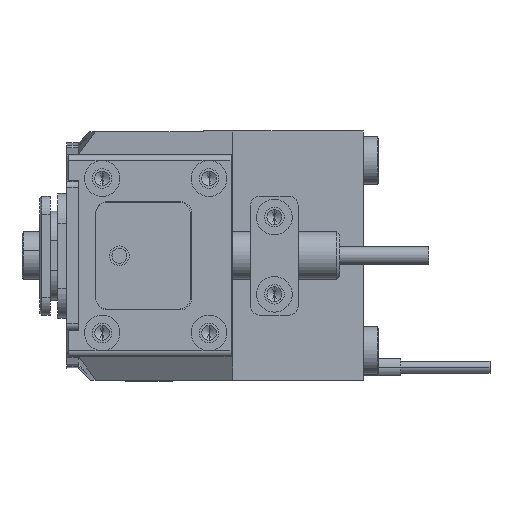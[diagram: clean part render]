
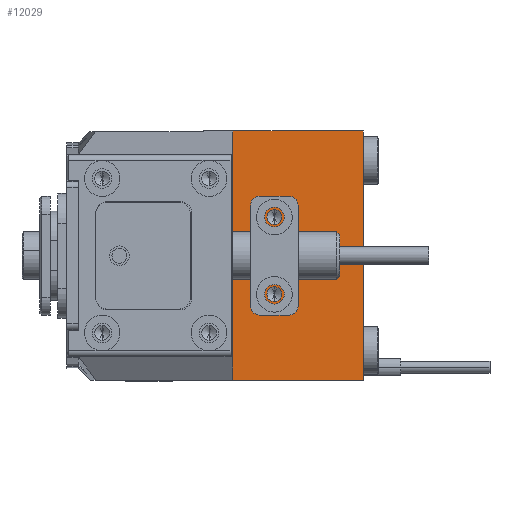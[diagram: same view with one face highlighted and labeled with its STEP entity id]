
A CAD part, left-side view. The second image highlights one B-rep face of the part: STEP entity #12029.
In plain terms, the highlighted planar face has unit normal (-1, 0, 0).
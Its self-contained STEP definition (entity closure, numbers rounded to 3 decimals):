
#143 = DIRECTION ( 'NONE',  ( 0., -1., 0. ) ) ;
#781 = AXIS2_PLACEMENT_3D ( 'NONE', #3161, #14042, #28682 ) ;
#1519 = CARTESIAN_POINT ( 'NONE',  ( -31.5, 15., 6.5 ) ) ;
#1601 = VERTEX_POINT ( 'NONE', #13473 ) ;
#1905 = EDGE_LOOP ( 'NONE', ( #39941, #14286 ) ) ;
#2287 = VERTEX_POINT ( 'NONE', #11324 ) ;
#3161 = CARTESIAN_POINT ( 'NONE',  ( -31.5, 15., -6.5 ) ) ;
#3165 = EDGE_CURVE ( 'NONE', #9858, #1601, #35772, .T. ) ;
#3566 = LINE ( 'NONE', #37521, #41941 ) ;
#3637 = VERTEX_POINT ( 'NONE', #27462 ) ;
#3943 = ORIENTED_EDGE ( 'NONE', *, *, #18561, .F. ) ;
#4534 = CIRCLE ( 'NONE', #31976, 1.25 ) ;
#4927 = DIRECTION ( 'NONE',  ( 0., 0., 1. ) ) ;
#5901 = AXIS2_PLACEMENT_3D ( 'NONE', #43310, #21148, #46893 ) ;
#6194 = LINE ( 'NONE', #17301, #32356 ) ;
#6503 = VECTOR ( 'NONE', #4927, 1000. ) ;
#7295 = EDGE_CURVE ( 'NONE', #47523, #2287, #3566, .T. ) ;
#8881 = VERTEX_POINT ( 'NONE', #19471 ) ;
#9049 = FACE_BOUND ( 'NONE', #1905, .T. ) ;
#9516 = EDGE_CURVE ( 'NONE', #45108, #3637, #41752, .T. ) ;
#9858 = VERTEX_POINT ( 'NONE', #23459 ) ;
#11324 = CARTESIAN_POINT ( 'NONE',  ( -31.5, 0., -21. ) ) ;
#11371 = FACE_BOUND ( 'NONE', #35218, .T. ) ;
#11875 = AXIS2_PLACEMENT_3D ( 'NONE', #42241, #15575, #30872 ) ;
#12029 = ADVANCED_FACE ( 'NONE', ( #9049, #11371, #23571 ), #14633, .F. ) ;
#13473 = CARTESIAN_POINT ( 'NONE',  ( -31.5, 15., 7.75 ) ) ;
#14042 = DIRECTION ( 'NONE',  ( -1., 0., 0. ) ) ;
#14286 = ORIENTED_EDGE ( 'NONE', *, *, #9516, .F. ) ;
#14633 = PLANE ( 'NONE',  #36031 ) ;
#15575 = DIRECTION ( 'NONE',  ( -1., 0., 0. ) ) ;
#15942 = EDGE_LOOP ( 'NONE', ( #45624, #23033, #3943, #43814 ) ) ;
#17301 = CARTESIAN_POINT ( 'NONE',  ( -31.5, 22., 21. ) ) ;
#17872 = CARTESIAN_POINT ( 'NONE',  ( -31.5, 22., 21. ) ) ;
#18023 = VECTOR ( 'NONE', #32753, 1000. ) ;
#18561 = EDGE_CURVE ( 'NONE', #47523, #8881, #6194, .T. ) ;
#19471 = CARTESIAN_POINT ( 'NONE',  ( -31.5, 22., 21. ) ) ;
#20654 = CARTESIAN_POINT ( 'NONE',  ( -31.5, 15., -7.75 ) ) ;
#21148 = DIRECTION ( 'NONE',  ( -1., 0., 0. ) ) ;
#21486 = CARTESIAN_POINT ( 'NONE',  ( -31.5, 22., -21. ) ) ;
#21507 = DIRECTION ( 'NONE',  ( 0., 0., 1. ) ) ;
#21604 = DIRECTION ( 'NONE',  ( 1., 0., 0. ) ) ;
#23033 = ORIENTED_EDGE ( 'NONE', *, *, #46556, .F. ) ;
#23459 = CARTESIAN_POINT ( 'NONE',  ( -31.5, 15., 5.25 ) ) ;
#23571 = FACE_OUTER_BOUND ( 'NONE', #15942, .T. ) ;
#24231 = DIRECTION ( 'NONE',  ( -1., 0., 0. ) ) ;
#27462 = CARTESIAN_POINT ( 'NONE',  ( -31.5, 15., -5.25 ) ) ;
#27941 = LINE ( 'NONE', #29030, #18023 ) ;
#28682 = DIRECTION ( 'NONE',  ( 0., 0., 1. ) ) ;
#29030 = CARTESIAN_POINT ( 'NONE',  ( -31.5, 22., 21. ) ) ;
#30872 = DIRECTION ( 'NONE',  ( 0., 0., 1. ) ) ;
#31809 = ORIENTED_EDGE ( 'NONE', *, *, #3165, .F. ) ;
#31976 = AXIS2_PLACEMENT_3D ( 'NONE', #1519, #24231, #42634 ) ;
#32356 = VECTOR ( 'NONE', #21507, 1000. ) ;
#32753 = DIRECTION ( 'NONE',  ( 0., -1., 0. ) ) ;
#34938 = EDGE_CURVE ( 'NONE', #2287, #40032, #39688, .T. ) ;
#35218 = EDGE_LOOP ( 'NONE', ( #45327, #31809 ) ) ;
#35772 = CIRCLE ( 'NONE', #5901, 1.25 ) ;
#36031 = AXIS2_PLACEMENT_3D ( 'NONE', #17872, #21604, #47361 ) ;
#36429 = EDGE_CURVE ( 'NONE', #1601, #9858, #4534, .T. ) ;
#37521 = CARTESIAN_POINT ( 'NONE',  ( -31.5, 22., -21. ) ) ;
#39688 = LINE ( 'NONE', #42137, #6503 ) ;
#39941 = ORIENTED_EDGE ( 'NONE', *, *, #41522, .F. ) ;
#40032 = VERTEX_POINT ( 'NONE', #42085 ) ;
#41522 = EDGE_CURVE ( 'NONE', #3637, #45108, #41987, .T. ) ;
#41752 = CIRCLE ( 'NONE', #781, 1.25 ) ;
#41941 = VECTOR ( 'NONE', #143, 1000. ) ;
#41987 = CIRCLE ( 'NONE', #11875, 1.25 ) ;
#42085 = CARTESIAN_POINT ( 'NONE',  ( -31.5, 0., 21. ) ) ;
#42137 = CARTESIAN_POINT ( 'NONE',  ( -31.5, 0., 21. ) ) ;
#42241 = CARTESIAN_POINT ( 'NONE',  ( -31.5, 15., -6.5 ) ) ;
#42634 = DIRECTION ( 'NONE',  ( 0., 0., 1. ) ) ;
#43310 = CARTESIAN_POINT ( 'NONE',  ( -31.5, 15., 6.5 ) ) ;
#43814 = ORIENTED_EDGE ( 'NONE', *, *, #7295, .T. ) ;
#45108 = VERTEX_POINT ( 'NONE', #20654 ) ;
#45327 = ORIENTED_EDGE ( 'NONE', *, *, #36429, .F. ) ;
#45624 = ORIENTED_EDGE ( 'NONE', *, *, #34938, .T. ) ;
#46556 = EDGE_CURVE ( 'NONE', #8881, #40032, #27941, .T. ) ;
#46893 = DIRECTION ( 'NONE',  ( 0., 0., 1. ) ) ;
#47361 = DIRECTION ( 'NONE',  ( 0., 0., -1. ) ) ;
#47523 = VERTEX_POINT ( 'NONE', #21486 ) ;
